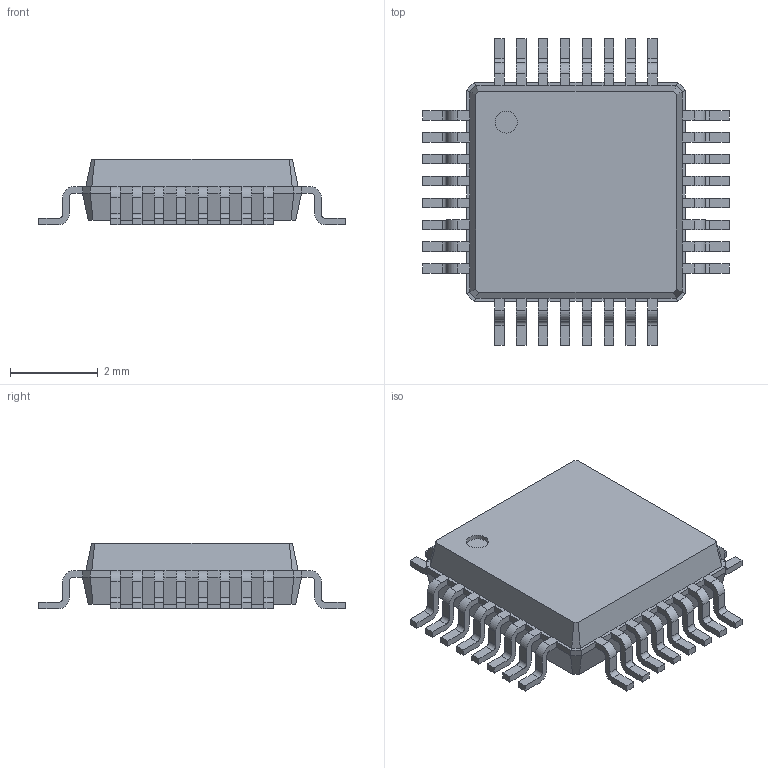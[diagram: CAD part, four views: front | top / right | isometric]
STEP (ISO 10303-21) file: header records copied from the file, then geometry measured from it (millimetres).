
FILE_DESCRIPTION(/* description */ ('model of LQFP-32-1EP_5x5mm_Pitch0.5mm'),/* implementation_level */ '2;1');
FILE_NAME(/* name */ 'LQFP-32-1EP_5x5mm_Pitch0.5mm.step',/* time_stamp */ '2017-02-22T13:18:46',/* author */ ('kicad StepUp','ksu'),/* organization */ ('FreeCAD'),/* preprocessor_version */ 'OCC',/* originating_system */ 'kicad StepUp',/* authorisation */ '');
FILE_SCHEMA(('AUTOMOTIVE_DESIGN_CC2 { 1 2 10303 214 -1 1 5 4 }'));
Length unit declared in the file: millimetre
Products named in the file (1): LQFP-32-1EP_5x5mm_Pitch0.5mm
Bounding box: 7 x 7 x 1.5 mm (x, y, z)
Volume: 35.3 mm3; surface area: 110.7 mm2
Topology: 1 solids, 1 shells, 521 faces, 1399 edges, 882 vertices
Faces by surface type: plane 336, cylinder 129, bspline 56
Full cylindrical faces by diameter (mm): 0.5 x1
Entity records: 19624 total; most frequent: CARTESIAN_POINT 3003, ORIENTED_EDGE 2798, DIRECTION 2557, EDGE_CURVE 1399, LINE 1109, VECTOR 1109, VERTEX_POINT 882, AXIS2_PLACEMENT_3D 724
